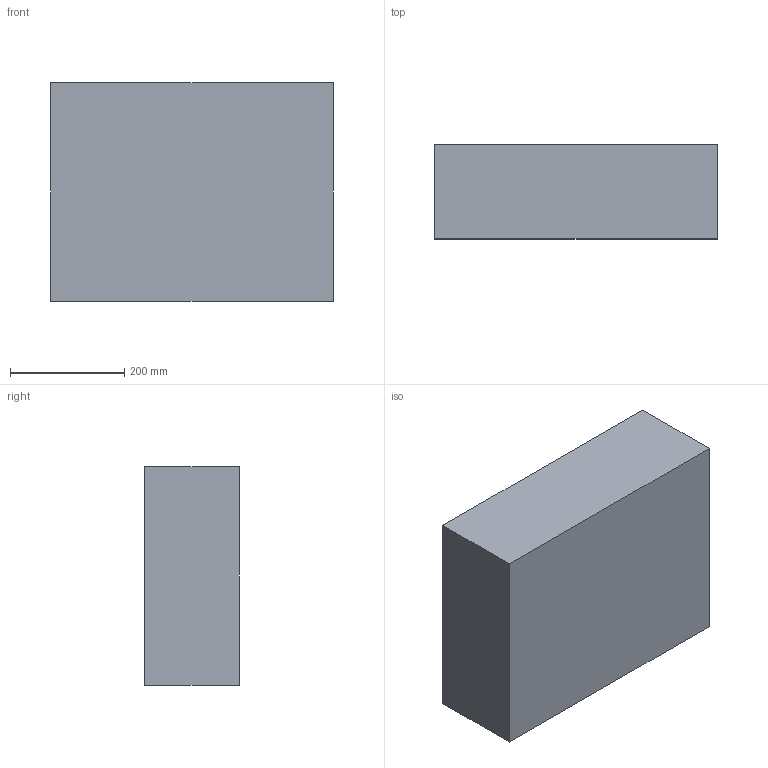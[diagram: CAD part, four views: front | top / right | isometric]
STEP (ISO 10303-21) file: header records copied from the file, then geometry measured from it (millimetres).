
FILE_DESCRIPTION (( 'STEP AP203' ), '1' );
FILE_NAME ('1552-931B-CLR.STEP', '2008-08-01T17:08:02', ( ' ' ), ( ' ' ), 'SwSTEP 2.0', 'SolidWorks 2007', '' );
FILE_SCHEMA (( 'CONFIG_CONTROL_DESIGN' ));
Length unit declared in the file: inch
Products named in the file (1): 1552-931B-CLR
Bounding box: 495.06 x 165.1 x 382.03 mm (x, y, z)
Volume: 5379277.2 mm3; surface area: 897605.5 mm2
Topology: 1 solids, 1 shells, 153 faces, 379 edges, 246 vertices
Faces by surface type: plane 87, cylinder 56, sphere 8, bspline 2
Entity records: 4798 total; most frequent: CARTESIAN_POINT 1479, ORIENTED_EDGE 758, DIRECTION 571, EDGE_CURVE 379, VERTEX_POINT 246, AXIS2_PLACEMENT_3D 204, EDGE_LOOP 171, VECTOR 163
